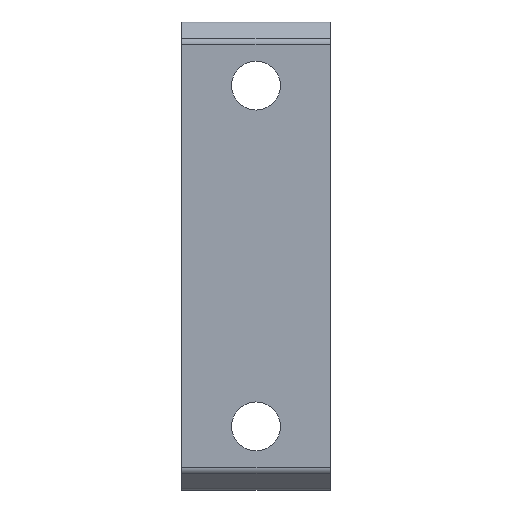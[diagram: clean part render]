
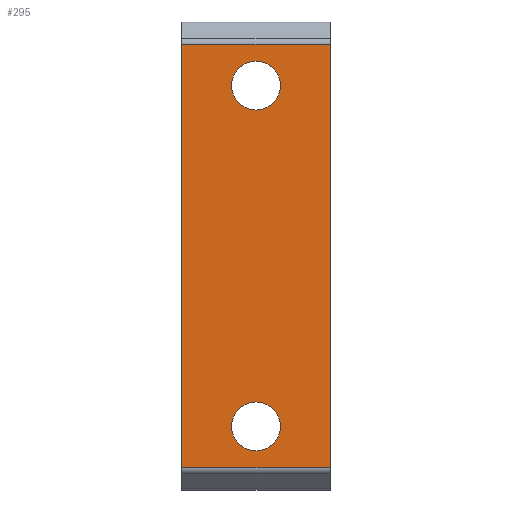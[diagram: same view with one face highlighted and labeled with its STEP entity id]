
A CAD part, front view. The second image highlights one B-rep face of the part: STEP entity #295.
In plain terms, the highlighted planar face has unit normal (0, -1, 0).
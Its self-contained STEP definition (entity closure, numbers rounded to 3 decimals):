
#15=FACE_BOUND('',#47,.T.);
#16=FACE_BOUND('',#48,.T.);
#21=PLANE('',#334);
#30=FACE_OUTER_BOUND('',#46,.T.);
#46=EDGE_LOOP('',(#222,#223,#224,#225));
#47=EDGE_LOOP('',(#226));
#48=EDGE_LOOP('',(#227));
#70=LINE('',#483,#94);
#71=LINE('',#488,#95);
#72=LINE('',#491,#96);
#73=LINE('',#492,#97);
#94=VECTOR('',#385,10.);
#95=VECTOR('',#392,10.);
#96=VECTOR('',#395,10.);
#97=VECTOR('',#396,10.);
#119=CIRCLE('',#335,3.3);
#120=CIRCLE('',#336,3.3);
#141=VERTEX_POINT('',#480);
#142=VERTEX_POINT('',#482);
#143=VERTEX_POINT('',#486);
#144=VERTEX_POINT('',#490);
#145=VERTEX_POINT('',#493);
#146=VERTEX_POINT('',#495);
#171=EDGE_CURVE('',#142,#141,#70,.T.);
#174=EDGE_CURVE('',#142,#143,#71,.T.);
#175=EDGE_CURVE('',#144,#141,#72,.T.);
#176=EDGE_CURVE('',#144,#143,#73,.T.);
#177=EDGE_CURVE('',#145,#145,#119,.T.);
#178=EDGE_CURVE('',#146,#146,#120,.T.);
#222=ORIENTED_EDGE('',*,*,#174,.F.);
#223=ORIENTED_EDGE('',*,*,#171,.T.);
#224=ORIENTED_EDGE('',*,*,#175,.F.);
#225=ORIENTED_EDGE('',*,*,#176,.T.);
#226=ORIENTED_EDGE('',*,*,#177,.T.);
#227=ORIENTED_EDGE('',*,*,#178,.T.);
#295=ADVANCED_FACE('',(#30,#15,#16),#21,.T.);
#334=AXIS2_PLACEMENT_3D('',#489,#393,#394);
#335=AXIS2_PLACEMENT_3D('',#494,#397,#398);
#336=AXIS2_PLACEMENT_3D('',#496,#399,#400);
#385=DIRECTION('',(0.,0.,1.));
#392=DIRECTION('',(-1.,0.,0.));
#393=DIRECTION('center_axis',(0.,-1.,0.));
#394=DIRECTION('ref_axis',(0.,0.,1.));
#395=DIRECTION('',(1.,0.,0.));
#396=DIRECTION('',(0.,0.,-1.));
#397=DIRECTION('center_axis',(0.,1.,0.));
#398=DIRECTION('ref_axis',(0.,0.,-1.));
#399=DIRECTION('center_axis',(0.,1.,0.));
#400=DIRECTION('ref_axis',(0.,0.,-1.));
#480=CARTESIAN_POINT('',(-302.,-34.704,278.586));
#482=CARTESIAN_POINT('',(-302.,-34.704,221.414));
#483=CARTESIAN_POINT('',(-302.,-34.704,235.5));
#486=CARTESIAN_POINT('',(-322.,-34.704,221.414));
#488=CARTESIAN_POINT('',(-302.,-34.704,221.414));
#489=CARTESIAN_POINT('Origin',(-302.,-34.704,221.));
#490=CARTESIAN_POINT('',(-322.,-34.704,278.586));
#491=CARTESIAN_POINT('',(-302.,-34.704,278.586));
#492=CARTESIAN_POINT('',(-322.,-34.704,235.5));
#493=CARTESIAN_POINT('',(-312.,-34.704,230.3));
#494=CARTESIAN_POINT('Origin',(-312.,-34.704,227.));
#495=CARTESIAN_POINT('',(-312.,-34.704,276.3));
#496=CARTESIAN_POINT('Origin',(-312.,-34.704,273.));
